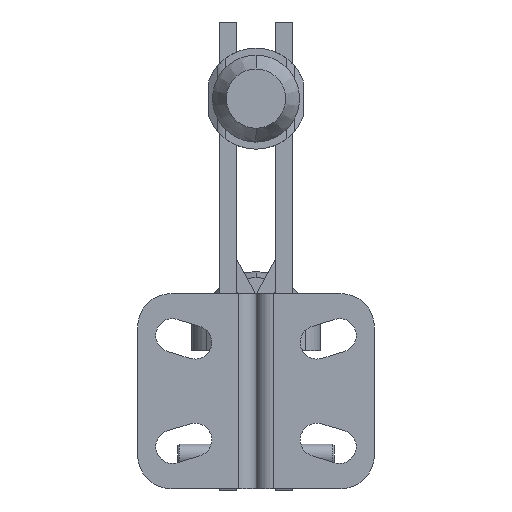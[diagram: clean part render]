
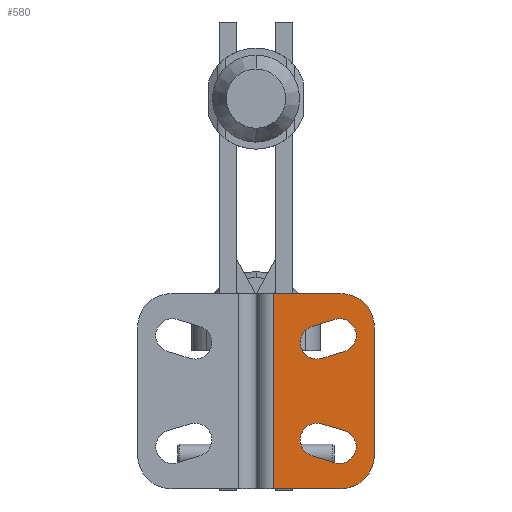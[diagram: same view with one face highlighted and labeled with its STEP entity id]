
A CAD part, front view. The second image highlights one B-rep face of the part: STEP entity #580.
In plain terms, the highlighted planar face has unit normal (0, -1, 0).
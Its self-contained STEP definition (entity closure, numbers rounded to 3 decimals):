
#580 = ADVANCED_FACE( '', ( #905, #906, #907 ), #908, .T. );
#905 = FACE_BOUND( '', #1545, .T. );
#906 = FACE_BOUND( '', #1546, .T. );
#907 = FACE_OUTER_BOUND( '', #1547, .T. );
#908 = PLANE( '', #1548 );
#1545 = EDGE_LOOP( '', ( #2310, #2311, #2312, #2313 ) );
#1546 = EDGE_LOOP( '', ( #2314, #2315, #2316, #2317 ) );
#1547 = EDGE_LOOP( '', ( #2318, #2319, #2320, #2321, #2322, #2323 ) );
#1548 = AXIS2_PLACEMENT_3D( '', #2324, #2325, #2326 );
#2310 = ORIENTED_EDGE( '', *, *, #4549, .T. );
#2311 = ORIENTED_EDGE( '', *, *, #4552, .T. );
#2312 = ORIENTED_EDGE( '', *, *, #4542, .T. );
#2313 = ORIENTED_EDGE( '', *, *, #4546, .T. );
#2314 = ORIENTED_EDGE( '', *, *, #4561, .T. );
#2315 = ORIENTED_EDGE( '', *, *, #4564, .T. );
#2316 = ORIENTED_EDGE( '', *, *, #4554, .T. );
#2317 = ORIENTED_EDGE( '', *, *, #4558, .T. );
#2318 = ORIENTED_EDGE( '', *, *, #4596, .T. );
#2319 = ORIENTED_EDGE( '', *, *, #4606, .T. );
#2320 = ORIENTED_EDGE( '', *, *, #4607, .F. );
#2321 = ORIENTED_EDGE( '', *, *, #4608, .T. );
#2322 = ORIENTED_EDGE( '', *, *, #4600, .T. );
#2323 = ORIENTED_EDGE( '', *, *, #4609, .T. );
#2324 = CARTESIAN_POINT( '', ( 17., -12.7, -23.8 ) );
#2325 = DIRECTION( '', ( 0., -1., 0. ) );
#2326 = DIRECTION( '', ( 1., 0., 0. ) );
#4542 = EDGE_CURVE( '', #5307, #5308, #5309, .T. );
#4546 = EDGE_CURVE( '', #5308, #5315, #5316, .T. );
#4549 = EDGE_CURVE( '', #5315, #5320, #5321, .T. );
#4552 = EDGE_CURVE( '', #5320, #5307, #5325, .T. );
#4554 = EDGE_CURVE( '', #5327, #5328, #5329, .T. );
#4558 = EDGE_CURVE( '', #5328, #5335, #5336, .T. );
#4561 = EDGE_CURVE( '', #5335, #5340, #5341, .T. );
#4564 = EDGE_CURVE( '', #5340, #5327, #5345, .T. );
#4596 = EDGE_CURVE( '', #5400, #5398, #5401, .T. );
#4600 = EDGE_CURVE( '', #5408, #5406, #5409, .T. );
#4606 = EDGE_CURVE( '', #5398, #5419, #5420, .T. );
#4607 = EDGE_CURVE( '', #5421, #5419, #5422, .T. );
#4608 = EDGE_CURVE( '', #5421, #5408, #5423, .T. );
#4609 = EDGE_CURVE( '', #5406, #5400, #5424, .T. );
#5307 = VERTEX_POINT( '', #6540 );
#5308 = VERTEX_POINT( '', #6541 );
#5309 = LINE( '', #6542, #6543 );
#5315 = VERTEX_POINT( '', #6552 );
#5316 = CIRCLE( '', #6553, 2.4 );
#5320 = VERTEX_POINT( '', #6558 );
#5321 = LINE( '', #6559, #6560 );
#5325 = CIRCLE( '', #6566, 2.4 );
#5327 = VERTEX_POINT( '', #6568 );
#5328 = VERTEX_POINT( '', #6569 );
#5329 = LINE( '', #6570, #6571 );
#5335 = VERTEX_POINT( '', #6580 );
#5336 = CIRCLE( '', #6581, 2.4 );
#5340 = VERTEX_POINT( '', #6586 );
#5341 = LINE( '', #6587, #6588 );
#5345 = CIRCLE( '', #6594, 2.4 );
#5398 = VERTEX_POINT( '', #6665 );
#5400 = VERTEX_POINT( '', #6668 );
#5401 = CIRCLE( '', #6669, 4.8 );
#5406 = VERTEX_POINT( '', #6675 );
#5408 = VERTEX_POINT( '', #6678 );
#5409 = CIRCLE( '', #6679, 4.8 );
#5419 = VERTEX_POINT( '', #6692 );
#5420 = LINE( '', #6693, #6694 );
#5421 = VERTEX_POINT( '', #6695 );
#5422 = LINE( '', #6696, #6697 );
#5423 = LINE( '', #6698, #6699 );
#5424 = LINE( '', #6700, #6701 );
#6540 = CARTESIAN_POINT( '', ( 12.706, -12.7, -4.094 ) );
#6541 = CARTESIAN_POINT( '', ( 9.456, -12.7, -5.094 ) );
#6542 = CARTESIAN_POINT( '', ( 11.898, -12.7, -4.343 ) );
#6543 = VECTOR( '', #8868, 1. );
#6552 = CARTESIAN_POINT( '', ( 8.044, -12.7, -0.506 ) );
#6553 = AXIS2_PLACEMENT_3D( '', #8872, #8873, #8874 );
#6558 = CARTESIAN_POINT( '', ( 11.294, -12.7, 0.494 ) );
#6559 = CARTESIAN_POINT( '', ( 8.861, -12.7, -0.255 ) );
#6560 = VECTOR( '', #8879, 1. );
#6566 = AXIS2_PLACEMENT_3D( '', #8882, #8883, #8884 );
#6568 = CARTESIAN_POINT( '', ( 11.294, -12.7, -20.094 ) );
#6569 = CARTESIAN_POINT( '', ( 8.044, -12.7, -19.094 ) );
#6570 = CARTESIAN_POINT( '', ( 14.421, -12.7, -21.056 ) );
#6571 = VECTOR( '', #8888, 1. );
#6580 = CARTESIAN_POINT( '', ( 9.456, -12.7, -14.506 ) );
#6581 = AXIS2_PLACEMENT_3D( '', #8892, #8893, #8894 );
#6586 = CARTESIAN_POINT( '', ( 12.706, -12.7, -15.506 ) );
#6587 = CARTESIAN_POINT( '', ( 14.208, -12.7, -15.968 ) );
#6588 = VECTOR( '', #8899, 1. );
#6594 = AXIS2_PLACEMENT_3D( '', #8902, #8903, #8904 );
#6665 = CARTESIAN_POINT( '', ( 12.2, -12.7, 4.2 ) );
#6668 = CARTESIAN_POINT( '', ( 17., -12.7, -0.6 ) );
#6669 = AXIS2_PLACEMENT_3D( '', #8960, #8961, #8962 );
#6675 = CARTESIAN_POINT( '', ( 17., -12.7, -19. ) );
#6678 = CARTESIAN_POINT( '', ( 12.2, -12.7, -23.8 ) );
#6679 = AXIS2_PLACEMENT_3D( '', #8968, #8969, #8970 );
#6692 = CARTESIAN_POINT( '', ( 2.5, -12.7, 4.2 ) );
#6693 = CARTESIAN_POINT( '', ( -17., -12.7, 4.2 ) );
#6694 = VECTOR( '', #8980, 1. );
#6695 = CARTESIAN_POINT( '', ( 2.5, -12.7, -23.8 ) );
#6696 = CARTESIAN_POINT( '', ( 2.5, -12.7, -9.8 ) );
#6697 = VECTOR( '', #8981, 1. );
#6698 = CARTESIAN_POINT( '', ( -17., -12.7, -23.8 ) );
#6699 = VECTOR( '', #8982, 1. );
#6700 = CARTESIAN_POINT( '', ( 17., -12.7, -23.8 ) );
#6701 = VECTOR( '', #8983, 1. );
#8868 = DIRECTION( '', ( -0.956, 0., -0.294 ) );
#8872 = CARTESIAN_POINT( '', ( 8.75, -12.7, -2.8 ) );
#8873 = DIRECTION( '', ( 0., 1., 0. ) );
#8874 = DIRECTION( '', ( 0.294, 0., -0.956 ) );
#8879 = DIRECTION( '', ( 0.956, 0., 0.294 ) );
#8882 = CARTESIAN_POINT( '', ( 12., -12.7, -1.8 ) );
#8883 = DIRECTION( '', ( 0., 1., 0. ) );
#8884 = DIRECTION( '', ( -0.294, 0., 0.956 ) );
#8888 = DIRECTION( '', ( -0.956, 0., 0.294 ) );
#8892 = CARTESIAN_POINT( '', ( 8.75, -12.7, -16.8 ) );
#8893 = DIRECTION( '', ( 0., 1., 0. ) );
#8894 = DIRECTION( '', ( -0.294, 0., -0.956 ) );
#8899 = DIRECTION( '', ( 0.956, 0., -0.294 ) );
#8902 = CARTESIAN_POINT( '', ( 12., -12.7, -17.8 ) );
#8903 = DIRECTION( '', ( 0., 1., 0. ) );
#8904 = DIRECTION( '', ( 0.294, 0., 0.956 ) );
#8960 = CARTESIAN_POINT( '', ( 12.2, -12.7, -0.6 ) );
#8961 = DIRECTION( '', ( 0., -1., 0. ) );
#8962 = DIRECTION( '', ( 0., 0., 1. ) );
#8968 = CARTESIAN_POINT( '', ( 12.2, -12.7, -19. ) );
#8969 = DIRECTION( '', ( 0., -1., 0. ) );
#8970 = DIRECTION( '', ( 1., 0., 0. ) );
#8980 = DIRECTION( '', ( -1., 0., 0. ) );
#8981 = DIRECTION( '', ( 0., 0., 1. ) );
#8982 = DIRECTION( '', ( 1., 0., 0. ) );
#8983 = DIRECTION( '', ( 0., 0., 1. ) );
